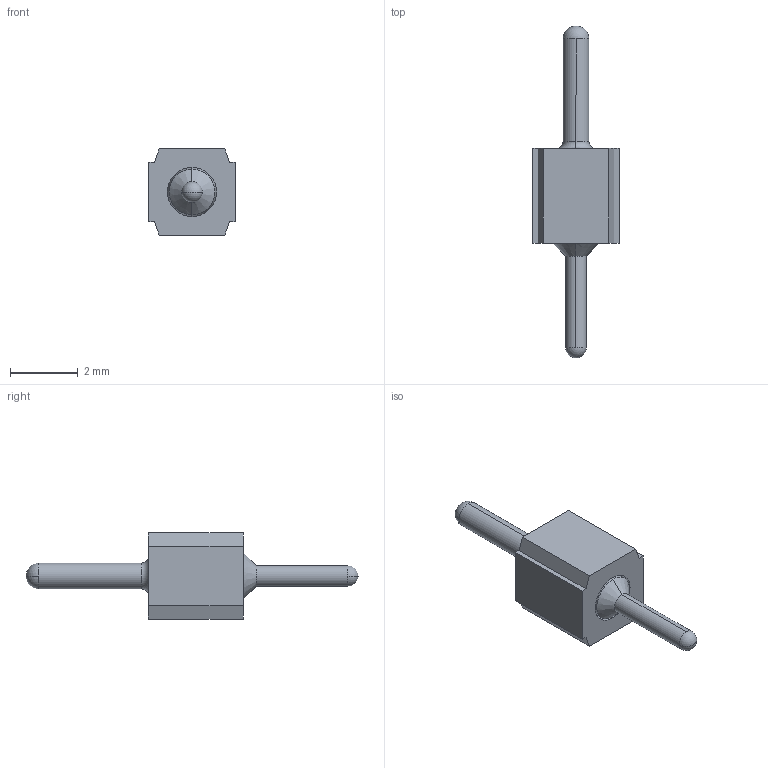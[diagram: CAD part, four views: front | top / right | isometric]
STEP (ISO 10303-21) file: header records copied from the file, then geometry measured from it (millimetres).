
FILE_DESCRIPTION (( 'STEP AP214' ), '1' );
FILE_NAME ('mill-max-$PARTNUMBER.STEP', '2015-07-07T01:19:05', ( 'Windows User' ), ( '' ), 'SwSTEP 2.0', 'SolidWorks 2015', '' );
FILE_SCHEMA (( 'AUTOMOTIVE_DESIGN' ));
Length unit declared in the file: inch
Products named in the file (3): mill-max-$PARTNUMBER_mill-max-800-10-001-10-002000_P3XX-11-010-00-000000(P301-11-010-00-000000); mill-max-$PARTNUMBER_mill-max-800-10-001-10-002000_5016(5016-0-00-15-00-00-03-0); mill-max-$PARTNUMBER
Assembly tree (2 placements, depth 2):
  mill-max-$PARTNUMBER
    mill-max-$PARTNUMBER_mill-max-800-10-001-10-002000_P3XX-11-010-00-000000(P301-11-010-00-000000)
    mill-max-$PARTNUMBER_mill-max-800-10-001-10-002000_5016(5016-0-00-15-00-00-03-0)
Bounding box: 2.54 x 9.78 x 2.54 mm (x, y, z)
Volume: 19.2 mm3; surface area: 82.3 mm2
Topology: 2 solids, 2 shells, 42 faces, 100 edges, 62 vertices
Faces by surface type: plane 18, cylinder 14, cone 4, sphere 4, torus 2
Entity records: 1322 total; most frequent: DIRECTION 232, CARTESIAN_POINT 205, ORIENTED_EDGE 192, EDGE_CURVE 96, AXIS2_PLACEMENT_3D 89, VERTEX_POINT 62, LINE 54, VECTOR 54
